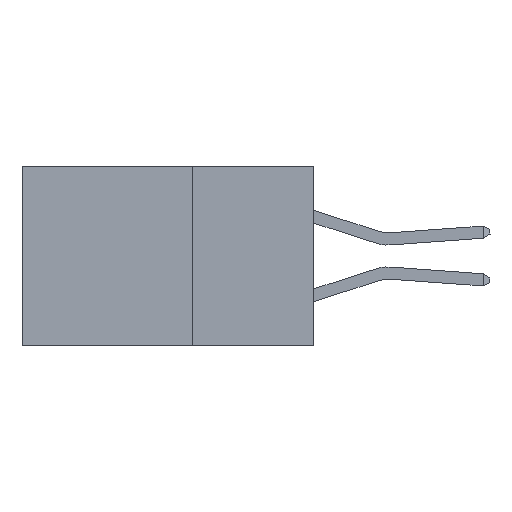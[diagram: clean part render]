
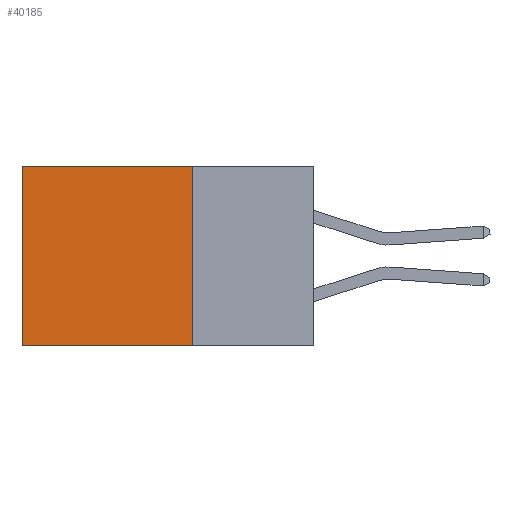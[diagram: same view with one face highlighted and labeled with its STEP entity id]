
A CAD part, left-side view. The second image highlights one B-rep face of the part: STEP entity #40185.
In plain terms, the highlighted planar face has unit normal (-1, 0, 0).
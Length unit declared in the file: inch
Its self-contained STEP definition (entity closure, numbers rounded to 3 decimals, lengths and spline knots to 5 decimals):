
#3950 = CARTESIAN_POINT ( 'NONE',  ( 0.2875, 0.25, 0. ) ) ;
#6477 = DIRECTION ( 'NONE',  ( 0., 0., -1. ) ) ;
#6515 = VERTEX_POINT ( 'NONE', #11034 ) ;
#7079 = DIRECTION ( 'NONE',  ( 0., 0., -1. ) ) ;
#7572 = ORIENTED_EDGE ( 'NONE', *, *, #34891, .F. ) ;
#9519 = CARTESIAN_POINT ( 'NONE',  ( 0.2875, 0.6, -0.37 ) ) ;
#9646 = ORIENTED_EDGE ( 'NONE', *, *, #38616, .F. ) ;
#9747 = VERTEX_POINT ( 'NONE', #21243 ) ;
#9805 = DIRECTION ( 'NONE',  ( 0., 1., 0. ) ) ;
#10058 = DIRECTION ( 'NONE',  ( 1., 0., 0. ) ) ;
#11034 = CARTESIAN_POINT ( 'NONE',  ( 0.2875, 0.25, -0.37 ) ) ;
#11284 = LINE ( 'NONE', #3950, #16878 ) ;
#13083 = VERTEX_POINT ( 'NONE', #9519 ) ;
#13943 = EDGE_LOOP ( 'NONE', ( #29606, #7572, #9646, #35730 ) ) ;
#16732 = FACE_OUTER_BOUND ( 'NONE', #13943, .T. ) ;
#16878 = VECTOR ( 'NONE', #7079, 39.37008 ) ;
#16912 = CARTESIAN_POINT ( 'NONE',  ( 0.2875, 0.25, 0. ) ) ;
#16970 = AXIS2_PLACEMENT_3D ( 'NONE', #23623, #10058, #43412 ) ;
#18686 = CARTESIAN_POINT ( 'NONE',  ( 0.2875, 0.6, 0. ) ) ;
#19831 = LINE ( 'NONE', #16912, #22015 ) ;
#21243 = CARTESIAN_POINT ( 'NONE',  ( 0.2875, 0.25, 0. ) ) ;
#21470 = VECTOR ( 'NONE', #6477, 39.37008 ) ;
#22015 = VECTOR ( 'NONE', #9805, 39.37008 ) ;
#23040 = EDGE_CURVE ( 'NONE', #26301, #13083, #26699, .T. ) ;
#23623 = CARTESIAN_POINT ( 'NONE',  ( 0.2875, 0.25, 0. ) ) ;
#25997 = DIRECTION ( 'NONE',  ( 0., 1., 0. ) ) ;
#26301 = VERTEX_POINT ( 'NONE', #18686 ) ;
#26699 = LINE ( 'NONE', #36940, #21470 ) ;
#29342 = CARTESIAN_POINT ( 'NONE',  ( 0.2875, 0.25, -0.37 ) ) ;
#29606 = ORIENTED_EDGE ( 'NONE', *, *, #23040, .T. ) ;
#34891 = EDGE_CURVE ( 'NONE', #6515, #13083, #39114, .T. ) ;
#35730 = ORIENTED_EDGE ( 'NONE', *, *, #41759, .T. ) ;
#36940 = CARTESIAN_POINT ( 'NONE',  ( 0.2875, 0.6, 0. ) ) ;
#38616 = EDGE_CURVE ( 'NONE', #9747, #6515, #11284, .T. ) ;
#39114 = LINE ( 'NONE', #29342, #40178 ) ;
#40178 = VECTOR ( 'NONE', #25997, 39.37008 ) ;
#40185 = ADVANCED_FACE ( 'NONE', ( #16732 ), #43629, .F. ) ;
#41759 = EDGE_CURVE ( 'NONE', #9747, #26301, #19831, .T. ) ;
#43412 = DIRECTION ( 'NONE',  ( 0., 0., -1. ) ) ;
#43629 = PLANE ( 'NONE',  #16970 ) ;
